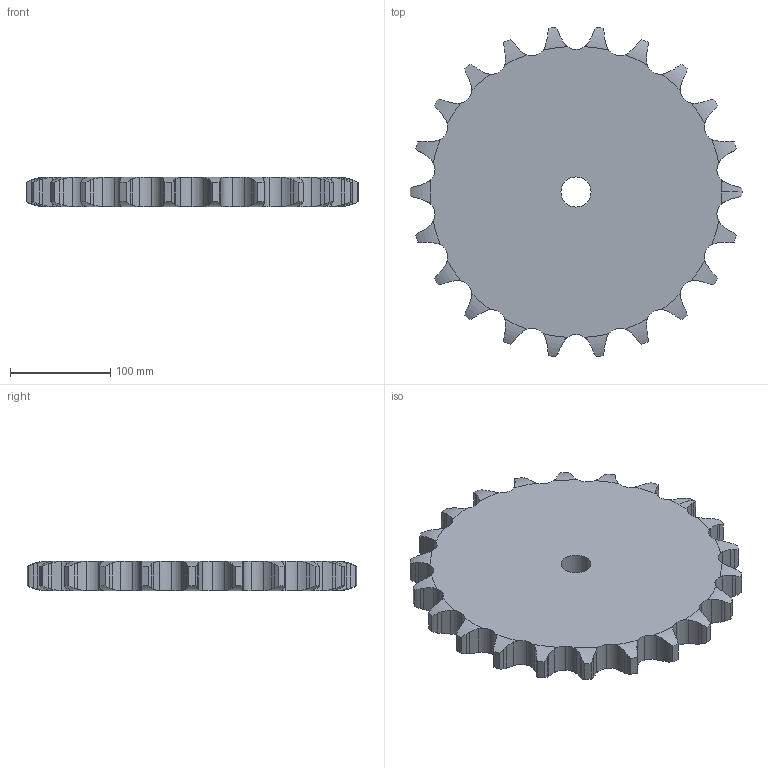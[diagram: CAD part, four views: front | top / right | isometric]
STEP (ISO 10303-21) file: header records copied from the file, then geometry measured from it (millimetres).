
FILE_DESCRIPTION(('FreeCAD Model'),'2;1');
FILE_NAME('Open CASCADE Shape Model','2022-06-26T15:24:57',('FreeCAD'),( 'FreeCAD'),'Open CASCADE STEP processor 7.6','FreeCAD','Unknown');
FILE_SCHEMA(('AUTOMOTIVE_DESIGN { 1 0 10303 214 1 1 1 1 }'));
Length unit declared in the file: millimetre
Products named in the file (1): Open CASCADE STEP translator 7.6 61
Bounding box: 331 x 328.54 x 29.4 mm (x, y, z)
Volume: 2076508.5 mm3; surface area: 186493.7 mm2
Topology: 1 solids, 1 shells, 248 faces, 736 edges, 490 vertices
Faces by surface type: cylinder 156, plane 46, torus 46
Full cylindrical faces by diameter (mm): 30 x1
Entity records: 22504 total; most frequent: CARTESIAN_POINT 9673, DIRECTION 1834, ORIENTED_EDGE 1472, PCURVE 1472, DEFINITIONAL_REPRESENTATION 1472, B_SPLINE_CURVE_WITH_KNOTS 1056, LINE 832, VECTOR 832
